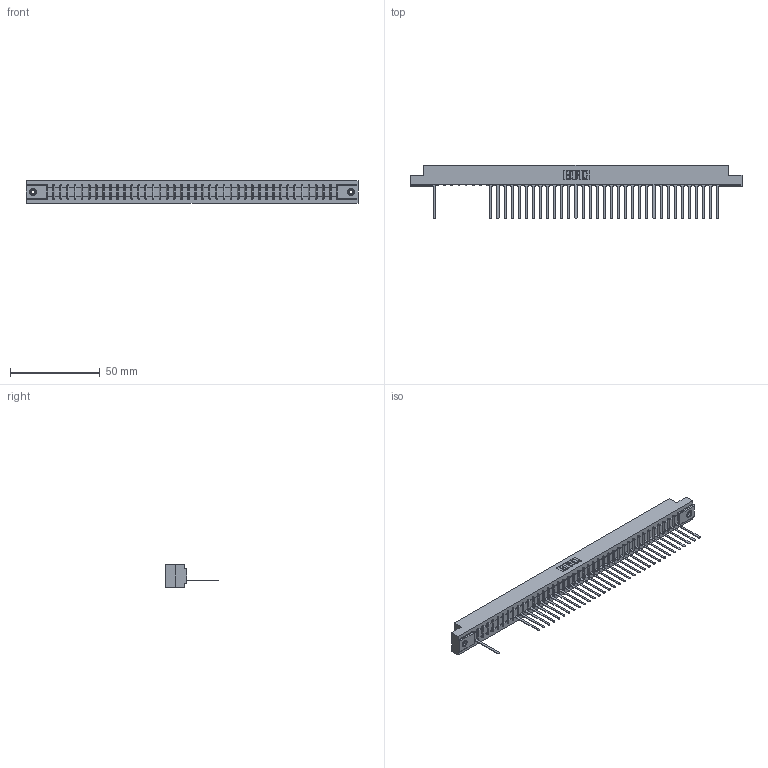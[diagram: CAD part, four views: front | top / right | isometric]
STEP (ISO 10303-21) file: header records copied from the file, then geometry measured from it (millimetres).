
FILE_DESCRIPTION (( 'STEP AP203' ), '1' );
FILE_NAME ('307-041-545-108.STEP', '2018-08-05T15:45:53', ( '' ), ( '' ), 'SwSTEP 2.0', 'SolidWorks 2016', '' );
FILE_SCHEMA (( 'CONFIG_CONTROL_DESIGN' ));
Length unit declared in the file: inch
Products named in the file (4): 307 Part_.156 Dia Mounting Holes; 307-290-001_545; 345-250-001_345-250-003-102; 307-041-545-108
Assembly tree (37 placements, depth 2):
  307-041-545-108
    307 Part_.156 Dia Mounting Holes
    307-290-001_545  x34
    345-250-001_345-250-003-102  x2
Bounding box: 185.47 x 30 x 12.7 mm (x, y, z)
Volume: 19278.9 mm3; surface area: 20653.3 mm2
Topology: 37 solids, 37 shells, 2264 faces, 6415 edges, 4110 vertices
Faces by surface type: plane 1444, cylinder 720, sphere 84, cone 12, torus 4
Entity records: 36201 total; most frequent: CARTESIAN_POINT 6108, ORIENTED_EDGE 6094, DIRECTION 5943, EDGE_CURVE 3047, VECTOR 2337, LINE 2337, VERTEX_POINT 1968, AXIS2_PLACEMENT_3D 1803
